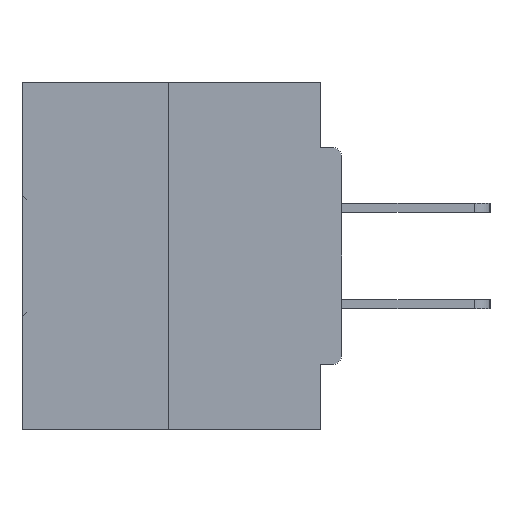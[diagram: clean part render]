
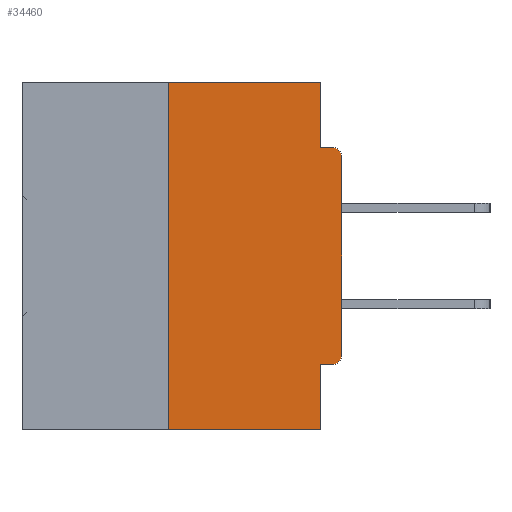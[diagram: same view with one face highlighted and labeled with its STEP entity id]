
A CAD part, left-side view. The second image highlights one B-rep face of the part: STEP entity #34460.
In plain terms, the highlighted planar face has unit normal (-1, 0, 0).
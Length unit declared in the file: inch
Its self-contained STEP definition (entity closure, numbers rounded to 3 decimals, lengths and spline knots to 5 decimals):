
#751 = VECTOR ( 'NONE', #26322, 39.37008 ) ;
#1941 = VECTOR ( 'NONE', #24993, 39.37008 ) ;
#2264 = VERTEX_POINT ( 'NONE', #39542 ) ;
#3029 = ORIENTED_EDGE ( 'NONE', *, *, #29923, .F. ) ;
#4534 = DIRECTION ( 'NONE',  ( 0., 0., 1. ) ) ;
#4594 = CARTESIAN_POINT ( 'NONE',  ( 0., 0.46, -0.5 ) ) ;
#5106 = DIRECTION ( 'NONE',  ( 0., -1., 0. ) ) ;
#6711 = ORIENTED_EDGE ( 'NONE', *, *, #8572, .T. ) ;
#6975 = CARTESIAN_POINT ( 'NONE',  ( 0., 0.015, -0.3915 ) ) ;
#7362 = CIRCLE ( 'NONE', #16265, 0.015 ) ;
#7666 = EDGE_CURVE ( 'NONE', #2264, #22580, #33802, .T. ) ;
#7753 = VERTEX_POINT ( 'NONE', #14555 ) ;
#7755 = DIRECTION ( 'NONE',  ( 0., 0., -1. ) ) ;
#7783 = CARTESIAN_POINT ( 'NONE',  ( 0., 0., -0.1085 ) ) ;
#8133 = ORIENTED_EDGE ( 'NONE', *, *, #40620, .F. ) ;
#8572 = EDGE_CURVE ( 'NONE', #24645, #7753, #17115, .T. ) ;
#9831 = VERTEX_POINT ( 'NONE', #45491 ) ;
#10669 = ORIENTED_EDGE ( 'NONE', *, *, #12509, .F. ) ;
#11021 = DIRECTION ( 'NONE',  ( 1., 0., 0. ) ) ;
#11848 = LINE ( 'NONE', #44059, #41986 ) ;
#11933 = VERTEX_POINT ( 'NONE', #29515 ) ;
#12509 = EDGE_CURVE ( 'NONE', #34493, #11933, #45429, .T. ) ;
#12663 = AXIS2_PLACEMENT_3D ( 'NONE', #6975, #28758, #42895 ) ;
#13790 = CARTESIAN_POINT ( 'NONE',  ( 0., 0.015, -0.4065 ) ) ;
#14351 = CARTESIAN_POINT ( 'NONE',  ( 0., 0.031, -0.5 ) ) ;
#14474 = CARTESIAN_POINT ( 'NONE',  ( 0., 0.015, -0.1085 ) ) ;
#14555 = CARTESIAN_POINT ( 'NONE',  ( 0., 0., -0.3915 ) ) ;
#14736 = DIRECTION ( 'NONE',  ( 0., 0., -1. ) ) ;
#14836 = EDGE_CURVE ( 'NONE', #34512, #22580, #7362, .T. ) ;
#15423 = LINE ( 'NONE', #15887, #751 ) ;
#15887 = CARTESIAN_POINT ( 'NONE',  ( 0., 0., 0. ) ) ;
#16265 = AXIS2_PLACEMENT_3D ( 'NONE', #14474, #39265, #7755 ) ;
#17115 = CIRCLE ( 'NONE', #12663, 0.015 ) ;
#17339 = EDGE_LOOP ( 'NONE', ( #8133, #3029, #39896, #10669, #22223, #6711, #22778, #30989, #27441, #24728 ) ) ;
#19115 = VECTOR ( 'NONE', #5106, 39.37008 ) ;
#20110 = VECTOR ( 'NONE', #44937, 39.37008 ) ;
#22206 = LINE ( 'NONE', #4594, #34429 ) ;
#22223 = ORIENTED_EDGE ( 'NONE', *, *, #27924, .F. ) ;
#22580 = VERTEX_POINT ( 'NONE', #39754 ) ;
#22778 = ORIENTED_EDGE ( 'NONE', *, *, #34634, .T. ) ;
#22956 = LINE ( 'NONE', #40094, #19115 ) ;
#23503 = EDGE_CURVE ( 'NONE', #44501, #11933, #22206, .T. ) ;
#24323 = DIRECTION ( 'NONE',  ( 0., 0., -1. ) ) ;
#24645 = VERTEX_POINT ( 'NONE', #13790 ) ;
#24728 = ORIENTED_EDGE ( 'NONE', *, *, #38016, .F. ) ;
#24942 = PLANE ( 'NONE',  #43657 ) ;
#24993 = DIRECTION ( 'NONE',  ( 0., 1., 0. ) ) ;
#25183 = CARTESIAN_POINT ( 'NONE',  ( 0., 0.031, -0.4065 ) ) ;
#25462 = CARTESIAN_POINT ( 'NONE',  ( 0., 0., -0.4065 ) ) ;
#26322 = DIRECTION ( 'NONE',  ( 0., 0., 1. ) ) ;
#27441 = ORIENTED_EDGE ( 'NONE', *, *, #7666, .F. ) ;
#27924 = EDGE_CURVE ( 'NONE', #24645, #34493, #42597, .T. ) ;
#28650 = FACE_OUTER_BOUND ( 'NONE', #17339, .T. ) ;
#28758 = DIRECTION ( 'NONE',  ( -1., 0., 0. ) ) ;
#29392 = DIRECTION ( 'NONE',  ( 0., -1., 0. ) ) ;
#29515 = CARTESIAN_POINT ( 'NONE',  ( 0., 0.031, -0.5 ) ) ;
#29923 = EDGE_CURVE ( 'NONE', #44501, #9831, #33493, .T. ) ;
#30198 = VECTOR ( 'NONE', #24323, 39.37008 ) ;
#30793 = VECTOR ( 'NONE', #4534, 39.37008 ) ;
#30989 = ORIENTED_EDGE ( 'NONE', *, *, #14836, .T. ) ;
#33209 = CARTESIAN_POINT ( 'NONE',  ( 0., 0.031, 0. ) ) ;
#33493 = LINE ( 'NONE', #36274, #30793 ) ;
#33802 = LINE ( 'NONE', #41433, #20110 ) ;
#34429 = VECTOR ( 'NONE', #29392, 39.37008 ) ;
#34460 = ADVANCED_FACE ( 'NONE', ( #28650 ), #24942, .F. ) ;
#34493 = VERTEX_POINT ( 'NONE', #25183 ) ;
#34512 = VERTEX_POINT ( 'NONE', #7783 ) ;
#34634 = EDGE_CURVE ( 'NONE', #7753, #34512, #15423, .T. ) ;
#36274 = CARTESIAN_POINT ( 'NONE',  ( 0., 0.25, 0. ) ) ;
#38016 = EDGE_CURVE ( 'NONE', #41862, #2264, #11848, .T. ) ;
#39265 = DIRECTION ( 'NONE',  ( -1., 0., 0. ) ) ;
#39530 = CARTESIAN_POINT ( 'NONE',  ( 0., 0.46, 0. ) ) ;
#39542 = CARTESIAN_POINT ( 'NONE',  ( 0., 0.031, -0.0935 ) ) ;
#39754 = CARTESIAN_POINT ( 'NONE',  ( 0., 0.015, -0.0935 ) ) ;
#39896 = ORIENTED_EDGE ( 'NONE', *, *, #23503, .T. ) ;
#40094 = CARTESIAN_POINT ( 'NONE',  ( 0., 0.46, 0. ) ) ;
#40343 = DIRECTION ( 'NONE',  ( 0., 0., -1. ) ) ;
#40620 = EDGE_CURVE ( 'NONE', #9831, #41862, #22956, .T. ) ;
#41433 = CARTESIAN_POINT ( 'NONE',  ( 0., 0., -0.0935 ) ) ;
#41862 = VERTEX_POINT ( 'NONE', #33209 ) ;
#41986 = VECTOR ( 'NONE', #40343, 39.37008 ) ;
#42597 = LINE ( 'NONE', #25462, #1941 ) ;
#42895 = DIRECTION ( 'NONE',  ( 0., 0., -1. ) ) ;
#43657 = AXIS2_PLACEMENT_3D ( 'NONE', #39530, #11021, #14736 ) ;
#44059 = CARTESIAN_POINT ( 'NONE',  ( 0., 0.031, 0. ) ) ;
#44348 = CARTESIAN_POINT ( 'NONE',  ( 0., 0.25, -0.5 ) ) ;
#44501 = VERTEX_POINT ( 'NONE', #44348 ) ;
#44937 = DIRECTION ( 'NONE',  ( 0., -1., 0. ) ) ;
#45429 = LINE ( 'NONE', #14351, #30198 ) ;
#45491 = CARTESIAN_POINT ( 'NONE',  ( 0., 0.25, 0. ) ) ;
